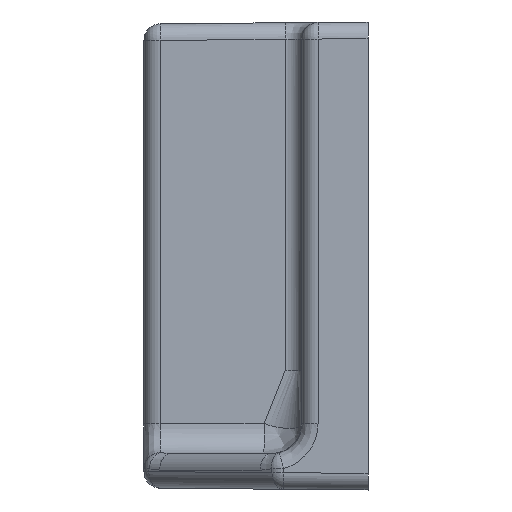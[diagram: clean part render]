
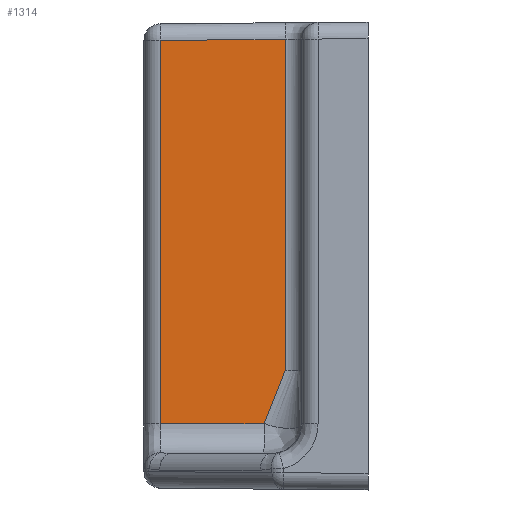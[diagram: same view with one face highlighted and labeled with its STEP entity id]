
A CAD part, left-side view. The second image highlights one B-rep face of the part: STEP entity #1314.
In plain terms, the highlighted planar face has unit normal (-1, 0.009, 0).
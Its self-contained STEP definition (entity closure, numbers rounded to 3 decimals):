
#13 = CARTESIAN_POINT ( 'NONE',  ( 9.526, 6.974, -26. ) ) ;
#36 = AXIS2_PLACEMENT_3D ( 'NONE', #510, #728, #2254 ) ;
#271 = CARTESIAN_POINT ( 'NONE',  ( 9.509, 4.991, -21. ) ) ;
#316 = VECTOR ( 'NONE', #2283, 1000. ) ;
#374 = VECTOR ( 'NONE', #2195, 1000. ) ;
#390 = CARTESIAN_POINT ( 'NONE',  ( 9.509, 4.991, -0.035 ) ) ;
#410 = VECTOR ( 'NONE', #1979, 1000. ) ;
#510 = CARTESIAN_POINT ( 'NONE',  ( 9.5, 4., -26. ) ) ;
#629 = DIRECTION ( 'NONE',  ( 0., 0., 1. ) ) ;
#637 = CARTESIAN_POINT ( 'NONE',  ( 9.574, 12.509, -24.2 ) ) ;
#728 = DIRECTION ( 'NONE',  ( 1., -0.009, 0. ) ) ;
#790 = VERTEX_POINT ( 'NONE', #271 ) ;
#826 = EDGE_CURVE ( 'NONE', #790, #2620, #2008, .T. ) ;
#852 = EDGE_LOOP ( 'NONE', ( #1855, #1141, #2345, #1254, #1919 ) ) ;
#916 = CARTESIAN_POINT ( 'NONE',  ( 9.509, 4.991, -1.044 ) ) ;
#986 = EDGE_CURVE ( 'NONE', #1978, #1453, #2118, .T. ) ;
#1039 = EDGE_CURVE ( 'NONE', #2620, #1861, #1481, .T. ) ;
#1141 = ORIENTED_EDGE ( 'NONE', *, *, #1039, .T. ) ;
#1254 = ORIENTED_EDGE ( 'NONE', *, *, #986, .T. ) ;
#1314 = ADVANCED_FACE ( 'NONE', ( #2089 ), #2035, .F. ) ;
#1326 = DIRECTION ( 'NONE',  ( 0., 0., -1. ) ) ;
#1338 = CARTESIAN_POINT ( 'NONE',  ( 9.5, 4., -24.2 ) ) ;
#1453 = VERTEX_POINT ( 'NONE', #1846 ) ;
#1481 = LINE ( 'NONE', #2063, #316 ) ;
#1593 = LINE ( 'NONE', #13, #410 ) ;
#1846 = CARTESIAN_POINT ( 'NONE',  ( 9.52, 6.26, -24.2 ) ) ;
#1855 = ORIENTED_EDGE ( 'NONE', *, *, #826, .T. ) ;
#1861 = VERTEX_POINT ( 'NONE', #2534 ) ;
#1919 = ORIENTED_EDGE ( 'NONE', *, *, #2135, .T. ) ;
#1930 = VECTOR ( 'NONE', #629, 1000. ) ;
#1978 = VERTEX_POINT ( 'NONE', #637 ) ;
#1979 = DIRECTION ( 'NONE',  ( -0.003, -0.369, 0.93 ) ) ;
#2008 = LINE ( 'NONE', #390, #1930 ) ;
#2035 = PLANE ( 'NONE',  #36 ) ;
#2063 = CARTESIAN_POINT ( 'NONE',  ( 9.502, 4.218, -1.037 ) ) ;
#2089 = FACE_OUTER_BOUND ( 'NONE', #852, .T. ) ;
#2118 = LINE ( 'NONE', #1338, #374 ) ;
#2135 = EDGE_CURVE ( 'NONE', #1453, #790, #1593, .T. ) ;
#2183 = VECTOR ( 'NONE', #1326, 1000. ) ;
#2186 = CARTESIAN_POINT ( 'NONE',  ( 9.574, 12.509, -26. ) ) ;
#2195 = DIRECTION ( 'NONE',  ( -0.009, -1., 0. ) ) ;
#2254 = DIRECTION ( 'NONE',  ( 0.009, 1., 0. ) ) ;
#2283 = DIRECTION ( 'NONE',  ( 0.009, 1., -0.009 ) ) ;
#2345 = ORIENTED_EDGE ( 'NONE', *, *, #2501, .T. ) ;
#2501 = EDGE_CURVE ( 'NONE', #1861, #1978, #2818, .T. ) ;
#2534 = CARTESIAN_POINT ( 'NONE',  ( 9.574, 12.509, -1.109 ) ) ;
#2620 = VERTEX_POINT ( 'NONE', #916 ) ;
#2818 = LINE ( 'NONE', #2186, #2183 ) ;
